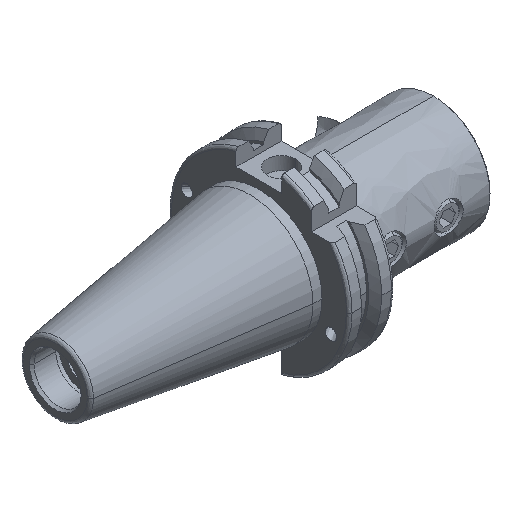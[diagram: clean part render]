
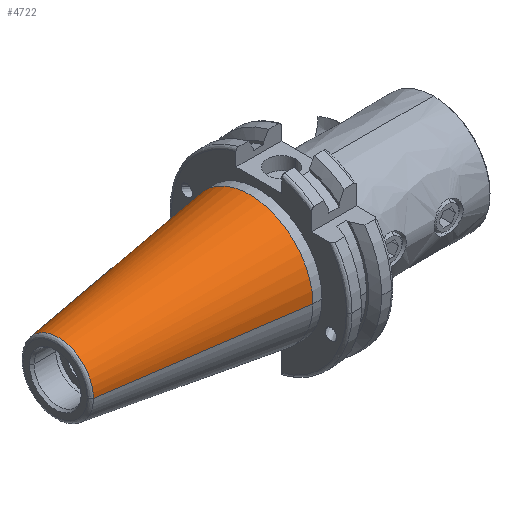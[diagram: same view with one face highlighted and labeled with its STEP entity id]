
A CAD part, isometric view. The second image highlights one B-rep face of the part: STEP entity #4722.
In plain terms, the highlighted free-form (B-spline) face has degree [1, 3] with [2, 7] control points.
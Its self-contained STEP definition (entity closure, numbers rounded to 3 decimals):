
#147 = CARTESIAN_POINT ( 'NONE',  ( 0., 22.225, 0. ) ) ;
#153 = CARTESIAN_POINT ( 'NONE',  ( 0., 0., 22.225 ) ) ;
#171 = CARTESIAN_POINT ( 'NONE',  ( -67.373, -12.4, 0. ) ) ;
#423 = CARTESIAN_POINT ( 'NONE',  ( 0., -22.225, 13.019 ) ) ;
#465 = VERTEX_POINT ( 'NONE', #2505 ) ;
#677 = FACE_OUTER_BOUND ( 'NONE', #5261, .T. ) ;
#792 = CARTESIAN_POINT ( 'NONE',  ( 0., 13.019, 22.225 ) ) ;
#850 =( BOUNDED_CURVE ( )  B_SPLINE_CURVE ( 3, ( #4692, #2785, #3413, #7926 ),
 .UNSPECIFIED., .F., .F. ) 
 B_SPLINE_CURVE_WITH_KNOTS ( ( 4, 4 ),
 ( 0., 3.142 ),
 .UNSPECIFIED. ) 
 CURVE ( )  GEOMETRIC_REPRESENTATION_ITEM ( )  RATIONAL_B_SPLINE_CURVE ( ( 0.961, 0.32, 0.32, 0.961 ) ) 
 REPRESENTATION_ITEM ( '' )  );
#973 = EDGE_CURVE ( 'NONE', #4016, #465, #3345, .T. ) ;
#1428 = CARTESIAN_POINT ( 'NONE',  ( 0., -13.019, 22.225 ) ) ;
#1436 = CARTESIAN_POINT ( 'NONE',  ( 0., 22.225, 13.019 ) ) ;
#2047 = CARTESIAN_POINT ( 'NONE',  ( 0., -22.225, 0. ) ) ;
#2147 = EDGE_CURVE ( 'NONE', #8268, #465, #2413, .T. ) ;
#2413 = B_SPLINE_CURVE_WITH_KNOTS ( 'NONE', 1,
 ( #8079, #3572 ),
 .UNSPECIFIED., .F., .F.,
 ( 2, 2 ),
 ( -1., 0. ),
 .UNSPECIFIED. ) ;
#2505 = CARTESIAN_POINT ( 'NONE',  ( 0., 22.225, 0. ) ) ;
#2530 = EDGE_CURVE ( 'NONE', #7863, #8268, #850, .T. ) ;
#2680 = CARTESIAN_POINT ( 'NONE',  ( -67.373, 7.264, 12.4 ) ) ;
#2688 = CARTESIAN_POINT ( 'NONE',  ( 0., 22.225, 0. ) ) ;
#2785 = CARTESIAN_POINT ( 'NONE',  ( -67.373, -12.4, 24.799 ) ) ;
#3172 = EDGE_CURVE ( 'NONE', #4016, #7863, #6773, .T. ) ;
#3247 = ORIENTED_EDGE ( 'NONE', *, *, #2147, .F. ) ;
#3319 = CARTESIAN_POINT ( 'NONE',  ( -67.373, -7.264, 12.4 ) ) ;
#3345 =( BOUNDED_CURVE ( )  B_SPLINE_CURVE ( 3, ( #4159, #423, #3356, #153, #6571, #1436, #2688 ),
 .UNSPECIFIED., .F., .T. ) 
 B_SPLINE_CURVE_WITH_KNOTS ( ( 4, 3, 4 ),
 ( -3.142, -1.571, 0. ),
 .UNSPECIFIED. ) 
 CURVE ( )  GEOMETRIC_REPRESENTATION_ITEM ( )  RATIONAL_B_SPLINE_CURVE ( ( 1., 0.805, 0.805, 1., 0.805, 0.805, 1. ) ) 
 REPRESENTATION_ITEM ( '' )  );
#3356 = CARTESIAN_POINT ( 'NONE',  ( 0., -13.019, 22.225 ) ) ;
#3413 = CARTESIAN_POINT ( 'NONE',  ( -67.373, 12.4, 24.799 ) ) ;
#3572 = CARTESIAN_POINT ( 'NONE',  ( 0., 22.225, 0. ) ) ;
#3619 = CARTESIAN_POINT ( 'NONE',  ( 0., -22.225, 0. ) ) ;
#3945 = CARTESIAN_POINT ( 'NONE',  ( -67.373, 12.4, 0. ) ) ;
#3971 = CARTESIAN_POINT ( 'NONE',  ( -67.373, -12.4, 0. ) ) ;
#4016 = VERTEX_POINT ( 'NONE', #3619 ) ;
#4159 = CARTESIAN_POINT ( 'NONE',  ( 0., -22.225, 0. ) ) ;
#4569 = CARTESIAN_POINT ( 'NONE',  ( 0., -22.225, 0. ) ) ;
#4618 = CARTESIAN_POINT ( 'NONE',  ( 0., 22.225, 13.019 ) ) ;
#4692 = CARTESIAN_POINT ( 'NONE',  ( -67.373, -12.4, 0. ) ) ;
#4722 = ADVANCED_FACE ( 'NONE', ( #677 ), #7968, .F. ) ;
#4911 = CARTESIAN_POINT ( 'NONE',  ( -67.373, -12.4, 0. ) ) ;
#5261 = EDGE_LOOP ( 'NONE', ( #6852, #7585, #3247, #6754 ) ) ;
#5267 = CARTESIAN_POINT ( 'NONE',  ( 0., 0., 22.225 ) ) ;
#5909 = CARTESIAN_POINT ( 'NONE',  ( 0., -22.225, 13.019 ) ) ;
#6529 = CARTESIAN_POINT ( 'NONE',  ( -67.373, 12.4, 7.264 ) ) ;
#6571 = CARTESIAN_POINT ( 'NONE',  ( 0., 13.019, 22.225 ) ) ;
#6754 = ORIENTED_EDGE ( 'NONE', *, *, #2530, .F. ) ;
#6773 = B_SPLINE_CURVE_WITH_KNOTS ( 'NONE', 1,
 ( #4569, #171 ),
 .UNSPECIFIED., .F., .F.,
 ( 2, 2 ),
 ( -1., 0. ),
 .UNSPECIFIED. ) ;
#6826 = CARTESIAN_POINT ( 'NONE',  ( -67.373, 12.4, 0. ) ) ;
#6852 = ORIENTED_EDGE ( 'NONE', *, *, #3172, .F. ) ;
#7165 = CARTESIAN_POINT ( 'NONE',  ( -67.373, 0., 12.4 ) ) ;
#7585 = ORIENTED_EDGE ( 'NONE', *, *, #973, .T. ) ;
#7820 = CARTESIAN_POINT ( 'NONE',  ( -67.373, -12.4, 7.264 ) ) ;
#7863 = VERTEX_POINT ( 'NONE', #4911 ) ;
#7926 = CARTESIAN_POINT ( 'NONE',  ( -67.373, 12.4, 0. ) ) ;
#7968 =( BOUNDED_SURFACE ( )  B_SPLINE_SURFACE ( 1, 3, ( 
 ( #3945, #6529, #2680, #7165, #3319, #7820, #3971 ),
 ( #147, #4618, #792, #5267, #1428, #5909, #2047 ) ),
 .UNSPECIFIED., .F., .F., .F. ) 
 B_SPLINE_SURFACE_WITH_KNOTS ( ( 2, 2 ),
 ( 4, 3, 4 ),
 ( 0., 1. ),
 ( 0., 0.5, 1. ),
 .UNSPECIFIED. ) 
 GEOMETRIC_REPRESENTATION_ITEM ( )  RATIONAL_B_SPLINE_SURFACE ( (
 ( 1., 0.805, 0.805, 1., 0.805, 0.805, 1.),
 ( 1., 0.805, 0.805, 1., 0.805, 0.805, 1.) ) ) 
 REPRESENTATION_ITEM ( '' )  SURFACE ( )  );
#8079 = CARTESIAN_POINT ( 'NONE',  ( -67.373, 12.4, 0. ) ) ;
#8268 = VERTEX_POINT ( 'NONE', #6826 ) ;
